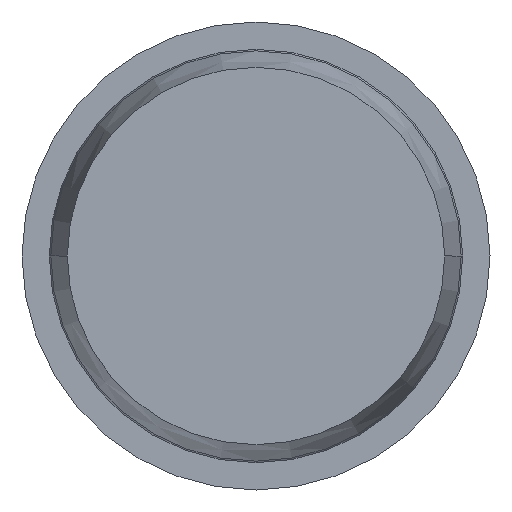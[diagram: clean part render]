
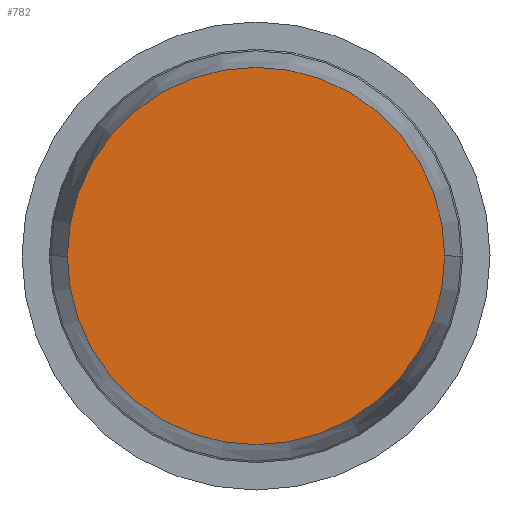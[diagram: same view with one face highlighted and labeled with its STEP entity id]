
A CAD part, front view. The second image highlights one B-rep face of the part: STEP entity #782.
In plain terms, the highlighted planar face has unit normal (0, -1, 0).
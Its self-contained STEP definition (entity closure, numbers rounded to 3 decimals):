
#212 = AXIS2_PLACEMENT_3D ( 'NONE', #476, #1234, #2397 ) ;
#476 = CARTESIAN_POINT ( 'NONE',  ( 0., -19., 0. ) ) ;
#562 = DIRECTION ( 'NONE',  ( 1., 0., 0. ) ) ;
#733 = DIRECTION ( 'NONE',  ( 1., 0., 0. ) ) ;
#737 = AXIS2_PLACEMENT_3D ( 'NONE', #1535, #2752, #562 ) ;
#782 = ADVANCED_FACE ( 'Defeature ausgef�hrt1_0', ( #1237 ), #1175, .T. ) ;
#1175 = PLANE ( 'NONE',  #2741 ) ;
#1234 = DIRECTION ( 'NONE',  ( 0., -1., 0. ) ) ;
#1237 = FACE_OUTER_BOUND ( 'NONE', #2091, .T. ) ;
#1263 = CARTESIAN_POINT ( 'NONE',  ( 1.209, -19., 0. ) ) ;
#1535 = CARTESIAN_POINT ( 'NONE',  ( 0., -19., 0. ) ) ;
#1549 = CIRCLE ( 'NONE', #737, 1.209 ) ;
#1621 = EDGE_CURVE ( 'Defeature ausgef�hrt1_0+Defeature ausgef�hrt1_10+Defeature ausgef�hrt1_10+Defeature ausgef�hrt1_10', #2603, #2447, #1549, .T. ) ;
#1970 = CARTESIAN_POINT ( 'NONE',  ( 0., -19., 0. ) ) ;
#2091 = EDGE_LOOP ( 'NONE', ( #2644, #2893 ) ) ;
#2281 = EDGE_CURVE ( 'Defeature ausgef�hrt1_0+Defeature ausgef�hrt1_10+Defeature ausgef�hrt1_10+Defeature ausgef�hrt1_10', #2447, #2603, #2950, .T. ) ;
#2397 = DIRECTION ( 'NONE',  ( 1., 0., 0. ) ) ;
#2400 = DIRECTION ( 'NONE',  ( 0., -1., 0. ) ) ;
#2447 = VERTEX_POINT ( 'NONE', #1263 ) ;
#2582 = CARTESIAN_POINT ( 'NONE',  ( -1.209, -19., 0. ) ) ;
#2603 = VERTEX_POINT ( 'NONE', #2582 ) ;
#2644 = ORIENTED_EDGE ( 'NONE', *, *, #1621, .T. ) ;
#2741 = AXIS2_PLACEMENT_3D ( 'NONE', #1970, #2400, #733 ) ;
#2752 = DIRECTION ( 'NONE',  ( 0., -1., 0. ) ) ;
#2893 = ORIENTED_EDGE ( 'NONE', *, *, #2281, .T. ) ;
#2950 = CIRCLE ( 'NONE', #212, 1.209 ) ;
